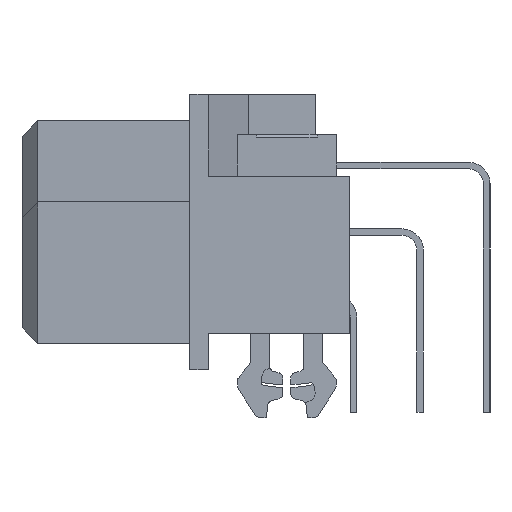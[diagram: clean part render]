
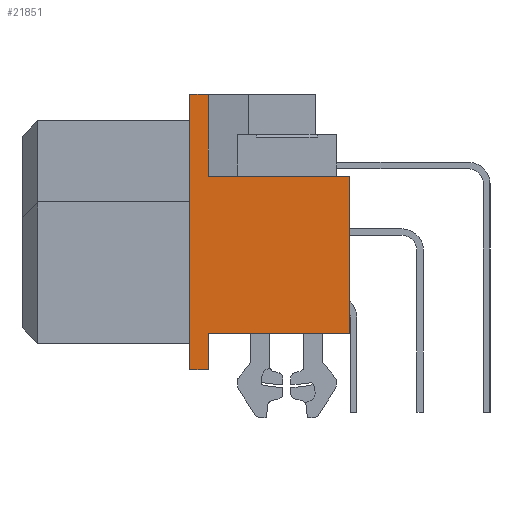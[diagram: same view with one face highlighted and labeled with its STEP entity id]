
A CAD part, left-side view. The second image highlights one B-rep face of the part: STEP entity #21851.
In plain terms, the highlighted planar face has unit normal (-1, 0, 0).
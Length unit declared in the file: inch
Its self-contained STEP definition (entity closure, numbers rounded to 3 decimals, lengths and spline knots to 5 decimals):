
#1=DIRECTION('',(0.,0.,1.));
#2=VECTOR('',#1,0.05433);
#3=CARTESIAN_POINT('',(-0.06809,0.34144,
-0.52944));
#4=LINE('2812',#3,#2);
#17=DIRECTION('',(0.,0.,-1.));
#18=VECTOR('',#17,0.12283);
#19=CARTESIAN_POINT('',(-0.06809,0.34144,
-0.11605));
#20=LINE('2825',#19,#18);
#21=DIRECTION('',(0.,1.,0.));
#22=VECTOR('',#21,0.2126);
#23=CARTESIAN_POINT('',(-0.06809,0.12885,
-0.47511));
#24=LINE('2788',#23,#22);
#25=DIRECTION('',(0.,1.,0.));
#26=VECTOR('',#25,0.02756);
#27=CARTESIAN_POINT('',(-0.06809,0.34144,
-0.52944));
#28=LINE('1573',#27,#26);
#29=DIRECTION('',(0.,-1.,0.));
#30=VECTOR('',#29,0.02756);
#31=CARTESIAN_POINT('',(-0.06809,0.369,
-0.11605));
#32=LINE('1589',#31,#30);
#53=DIRECTION('',(0.,-1.,0.));
#54=VECTOR('',#53,0.2126);
#55=CARTESIAN_POINT('',(-0.06809,0.34144,
-0.23889));
#56=LINE('2830',#55,#54);
#1793=DIRECTION('',(0.,0.,1.));
#1794=VECTOR('',#1793,0.23622);
#1795=CARTESIAN_POINT('',(-0.06809,0.12885,
-0.47511));
#1796=LINE('2832',#1795,#1794);
#3601=DIRECTION('',(0.,0.,1.));
#3602=VECTOR('',#3601,0.41339);
#3603=CARTESIAN_POINT('',(-0.06809,0.369,
-0.52944));
#3604=LINE('1569',#3603,#3602);
#16486=CARTESIAN_POINT('',(-0.06809,0.34144,
-0.52944));
#16488=VERTEX_POINT('',#16486);
#16489=CARTESIAN_POINT('',(-0.06809,0.369,
-0.52944));
#16490=CARTESIAN_POINT('',(-0.06809,0.369,
-0.11605));
#16491=VERTEX_POINT('',#16489);
#16492=VERTEX_POINT('',#16490);
#16519=CARTESIAN_POINT('',(-0.06809,0.34144,
-0.11605));
#16520=VERTEX_POINT('',#16519);
#18113=CARTESIAN_POINT('',(-0.06809,0.12885,
-0.47511));
#18114=CARTESIAN_POINT('',(-0.06809,0.34144,
-0.47511));
#18115=VERTEX_POINT('',#18113);
#18116=VERTEX_POINT('',#18114);
#18165=CARTESIAN_POINT('',(-0.06809,0.12885,
-0.23889));
#18166=VERTEX_POINT('',#18165);
#18189=CARTESIAN_POINT('',(-0.06809,0.34144,
-0.23889));
#18190=VERTEX_POINT('',#18189);
#21829=CARTESIAN_POINT('',(-0.06809,0.34144,
-0.52944));
#21830=DIRECTION('',(-1.,0.,0.));
#21831=DIRECTION('',(0.,0.,1.));
#21832=AXIS2_PLACEMENT_3D('',#21829,#21830,#21831);
#21833=PLANE('42',#21832);
#21835=ORIENTED_EDGE('2825',*,*,#21834,.T.);
#21837=ORIENTED_EDGE('2830',*,*,#21836,.T.);
#21839=ORIENTED_EDGE('2832',*,*,#21838,.F.);
#21841=ORIENTED_EDGE('2788',*,*,#21840,.T.);
#21842=ORIENTED_EDGE('2812',*,*,#21818,.F.);
#21844=ORIENTED_EDGE('1573',*,*,#21843,.T.);
#21846=ORIENTED_EDGE('1569',*,*,#21845,.T.);
#21848=ORIENTED_EDGE('1589',*,*,#21847,.T.);
#21849=EDGE_LOOP('42',(#21835,#21837,#21839,#21841,#21842,#21844,#21846,
#21848));
#21850=FACE_OUTER_BOUND('42',#21849,.F.);
#21851=ADVANCED_FACE('42',(#21850),#21833,.T.);
#21818=EDGE_CURVE('2812',#16488,#18116,#4,.T.);
#21834=EDGE_CURVE('2825',#16520,#18190,#20,.T.);
#21836=EDGE_CURVE('2830',#18190,#18166,#56,.T.);
#21838=EDGE_CURVE('2832',#18115,#18166,#1796,.T.);
#21840=EDGE_CURVE('2788',#18115,#18116,#24,.T.);
#21843=EDGE_CURVE('1573',#16488,#16491,#28,.T.);
#21845=EDGE_CURVE('1569',#16491,#16492,#3604,.T.);
#21847=EDGE_CURVE('1589',#16492,#16520,#32,.T.);
